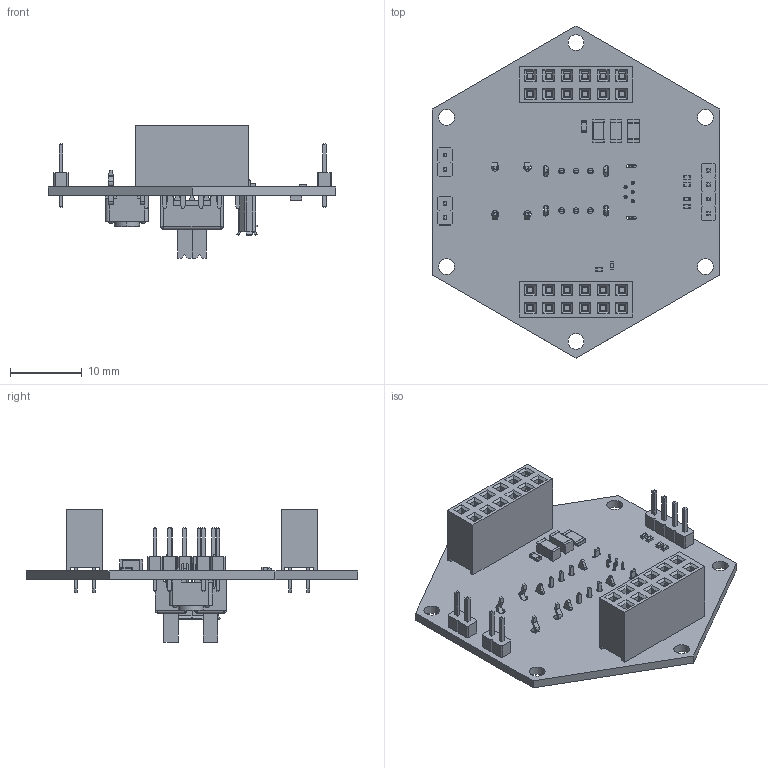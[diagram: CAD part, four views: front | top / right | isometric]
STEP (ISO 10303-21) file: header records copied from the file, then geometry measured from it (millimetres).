
FILE_DESCRIPTION(('FreeCAD Model'),'2;1');
FILE_NAME('Open CASCADE Shape Model','2024-01-18T18:19:40',('Author'),( ''),'Open CASCADE STEP processor 7.5','FreeCAD','Unknown');
FILE_SCHEMA(('AUTOMOTIVE_DESIGN { 1 0 10303 214 1 1 1 1 }'));
Length unit declared in the file: millimetre
Products named in the file (32): CTRL; Local_CS_96db; Board_Geoms_96db; Pcb_96db; PCB_Sketch_96db; Step_Models_96db; Top_96db; F1_Fuse_1206_3216Metric_65b4261ebc69; R15_R_0402_1005Metric_2c3b8fadc672; J1_ZL262-12D_P2-54_L15-74_W5_H8-5_6bbc479e31c9; C3_C_1206_3216Metric_7b56861f348e; R4_R_0603_1608Metric_d54e1f96c31c; J4_PinHeader_1x02_P200mm_Vertical_a8b5a17b7552; C4_C_0402_1005Metric_dfea7d01ec41; J6_PinHeader_1x04_P200mm_Vertical_ec987d3d71d6; Bot_96db; S2_SS12D07VG009_27603ce12349; SS12D07VG4; SS12D07VG005; SS12D07VG006; SS12D07VG007; SS12D07VG008; D1_D_0603_c0147ef74c3e; J3_USB3131-30-0237_195e1a7056ef; USB3131-30-0230; USB3131-30-0231; USB3131-30-0232; USB3131-30-0233; USB3131-30-0234; USB3131-30-0235; USB3131-30-0236; S1_SOLID_093b234d5742
Assembly tree (39 placements, depth 5):
  CTRL
    Local_CS_96db
    Board_Geoms_96db
      Pcb_96db
      PCB_Sketch_96db
    Step_Models_96db
      Top_96db
        F1_Fuse_1206_3216Metric_65b4261ebc69
        R15_R_0402_1005Metric_2c3b8fadc672  x5
        J1_ZL262-12D_P2-54_L15-74_W5_H8-5_6bbc479e31c9  x2
        C3_C_1206_3216Metric_7b56861f348e  x2
        R4_R_0603_1608Metric_d54e1f96c31c
        J4_PinHeader_1x02_P200mm_Vertical_a8b5a17b7552  x2
        C4_C_0402_1005Metric_dfea7d01ec41
        J6_PinHeader_1x04_P200mm_Vertical_ec987d3d71d6
      Bot_96db
        S2_SS12D07VG009_27603ce12349  x2
          SS12D07VG4
          SS12D07VG005
          SS12D07VG006
          SS12D07VG007
          SS12D07VG008
        D1_D_0603_c0147ef74c3e
        J3_USB3131-30-0237_195e1a7056ef
          USB3131-30-0230
          USB3131-30-0231
          USB3131-30-0232
          USB3131-30-0233
          USB3131-30-0234
          USB3131-30-0235
          USB3131-30-0236
        S1_SOLID_093b234d5742
Bounding box: 40 x 46.19 x 18.4 mm (x, y, z)
Volume: 3312 mm3; surface area: 7810.8 mm2
Topology: 35 solids, 36 shells, 2440 faces, 6375 edges, 4077 vertices
Faces by surface type: plane 1913, cylinder 471, bspline 28, sphere 16, torus 8, cone 4
Full cylindrical faces by diameter (mm): 0.45 x5, 0.8 x14, 1 x28, 2.2 x6
Entity records: 57959 total; most frequent: CARTESIAN_POINT 10119, ORIENTED_EDGE 9114, DIRECTION 8797, EDGE_CURVE 4557, LINE 3703, VECTOR 3703, VERTEX_POINT 2923, AXIS2_PLACEMENT_3D 2547
